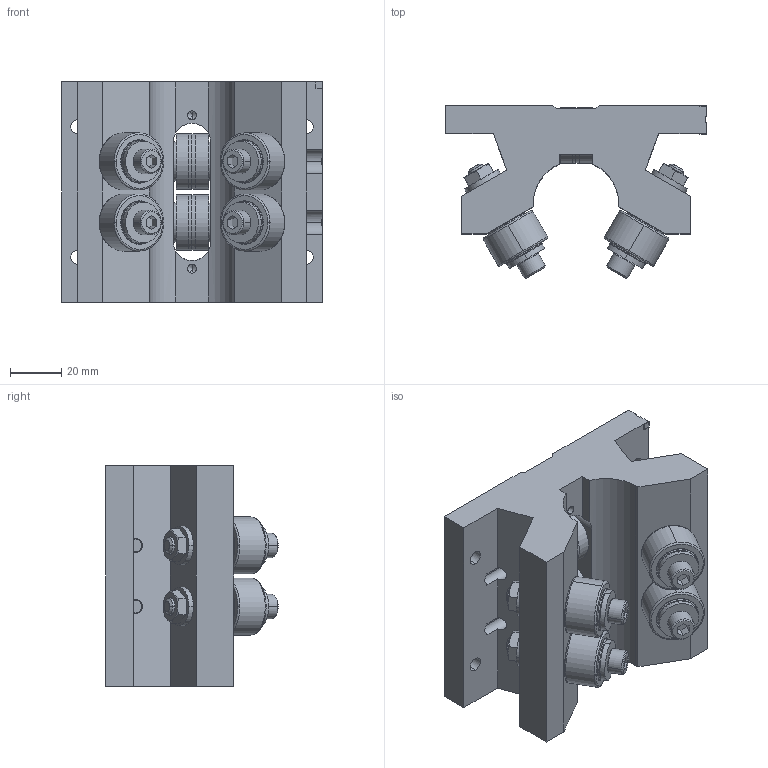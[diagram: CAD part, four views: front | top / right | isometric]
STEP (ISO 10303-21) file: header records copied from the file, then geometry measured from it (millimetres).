
FILE_DESCRIPTION (( 'STEP AP203' ), '1' );
FILE_NAME ('DPB-20-OPN.step', '2024-10-21T11:14:01', ( '' ), ( '' ), 'SwSTEP 2.0', 'SolidWorks 2023', '' );
FILE_SCHEMA (( 'CONFIG_CONTROL_DESIGN' ));
Length unit declared in the file: inch
Products named in the file (1): DPB-20-OPN
Bounding box: 101.6 x 67.17 x 85.72 mm (x, y, z)
Volume: 266932.1 mm3; surface area: 72188.2 mm2
Topology: 27 solids, 27 shells, 677 faces, 1530 edges, 952 vertices
Faces by surface type: cylinder 226, plane 225, cone 186, bspline 32, torus 8
Entity records: 21175 total; most frequent: CARTESIAN_POINT 5650, DIRECTION 3430, ORIENTED_EDGE 3036, EDGE_CURVE 1518, AXIS2_PLACEMENT_3D 1384, VERTEX_POINT 952, EDGE_LOOP 796, CIRCLE 738
